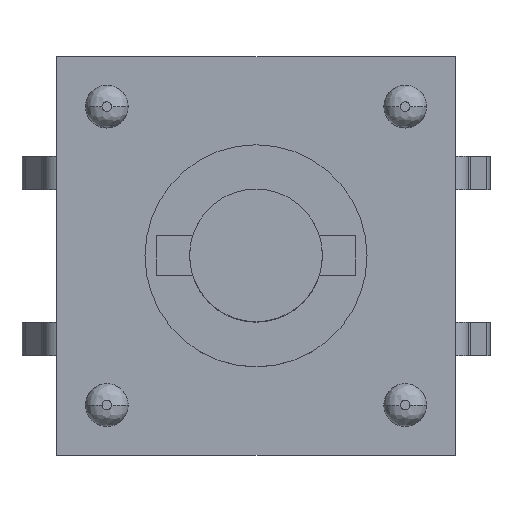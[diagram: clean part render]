
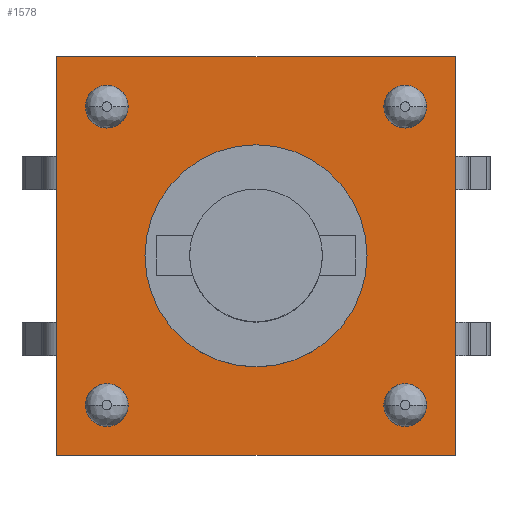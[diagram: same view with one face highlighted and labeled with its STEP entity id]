
A CAD part, top view. The second image highlights one B-rep face of the part: STEP entity #1578.
In plain terms, the highlighted planar face has unit normal (0, 0, 1).
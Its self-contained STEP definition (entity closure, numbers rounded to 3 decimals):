
#134=DIRECTION('',(0.,-1.,0.));
#135=VECTOR('',#134,12.);
#136=CARTESIAN_POINT('',(-6.,6.,-8.));
#137=LINE('',#136,#135);
#182=DIRECTION('',(1.,0.,0.));
#183=VECTOR('',#182,12.);
#184=CARTESIAN_POINT('',(-6.,6.,-8.));
#185=LINE('',#184,#183);
#186=CARTESIAN_POINT('',(0.,0.,-8.));
#187=DIRECTION('',(0.,0.,1.));
#188=DIRECTION('',(0.,1.,0.));
#189=AXIS2_PLACEMENT_3D('',#186,#187,#188);
#191=CARTESIAN_POINT('',(0.,0.,-8.));
#192=DIRECTION('',(0.,0.,1.));
#193=DIRECTION('',(0.,-1.,0.));
#194=AXIS2_PLACEMENT_3D('',#191,#192,#193);
#196=CARTESIAN_POINT('',(4.495,4.495,-8.));
#197=DIRECTION('',(0.,0.,1.));
#198=DIRECTION('',(1.,0.,0.));
#199=AXIS2_PLACEMENT_3D('',#196,#197,#198);
#201=CARTESIAN_POINT('',(4.495,4.495,-8.));
#202=DIRECTION('',(0.,0.,1.));
#203=DIRECTION('',(-1.,0.,0.));
#204=AXIS2_PLACEMENT_3D('',#201,#202,#203);
#206=CARTESIAN_POINT('',(-4.495,4.495,-8.));
#207=DIRECTION('',(0.,0.,1.));
#208=DIRECTION('',(1.,0.,0.));
#209=AXIS2_PLACEMENT_3D('',#206,#207,#208);
#211=CARTESIAN_POINT('',(-4.495,4.495,-8.));
#212=DIRECTION('',(0.,0.,1.));
#213=DIRECTION('',(-1.,0.,0.));
#214=AXIS2_PLACEMENT_3D('',#211,#212,#213);
#216=CARTESIAN_POINT('',(-4.495,-4.495,-8.));
#217=DIRECTION('',(0.,0.,1.));
#218=DIRECTION('',(1.,0.,0.));
#219=AXIS2_PLACEMENT_3D('',#216,#217,#218);
#221=CARTESIAN_POINT('',(-4.495,-4.495,-8.));
#222=DIRECTION('',(0.,0.,1.));
#223=DIRECTION('',(-1.,0.,0.));
#224=AXIS2_PLACEMENT_3D('',#221,#222,#223);
#226=CARTESIAN_POINT('',(4.495,-4.495,-8.));
#227=DIRECTION('',(0.,0.,1.));
#228=DIRECTION('',(1.,0.,0.));
#229=AXIS2_PLACEMENT_3D('',#226,#227,#228);
#231=CARTESIAN_POINT('',(4.495,-4.495,-8.));
#232=DIRECTION('',(0.,0.,1.));
#233=DIRECTION('',(-1.,0.,0.));
#234=AXIS2_PLACEMENT_3D('',#231,#232,#233);
#244=DIRECTION('',(1.,0.,0.));
#245=VECTOR('',#244,12.);
#246=CARTESIAN_POINT('',(-6.,-6.,-8.));
#247=LINE('',#246,#245);
#248=DIRECTION('',(0.,-1.,0.));
#249=VECTOR('',#248,12.);
#250=CARTESIAN_POINT('',(6.,6.,-8.));
#251=LINE('',#250,#249);
#1178=CARTESIAN_POINT('',(-6.,6.,-8.));
#1179=CARTESIAN_POINT('',(-6.,-6.,-8.));
#1180=VERTEX_POINT('',#1178);
#1181=VERTEX_POINT('',#1179);
#1186=CARTESIAN_POINT('',(6.,6.,-8.));
#1187=CARTESIAN_POINT('',(6.,-6.,-8.));
#1188=VERTEX_POINT('',#1186);
#1189=VERTEX_POINT('',#1187);
#1206=CARTESIAN_POINT('',(0.,3.345,-8.));
#1207=CARTESIAN_POINT('',(0.,-3.345,-8.));
#1208=VERTEX_POINT('',#1206);
#1209=VERTEX_POINT('',#1207);
#1246=CARTESIAN_POINT('',(5.14,4.495,-8.));
#1247=CARTESIAN_POINT('',(3.85,4.495,-8.));
#1248=VERTEX_POINT('',#1246);
#1249=VERTEX_POINT('',#1247);
#1254=CARTESIAN_POINT('',(-3.85,4.495,-8.));
#1255=CARTESIAN_POINT('',(-5.14,4.495,-8.));
#1256=VERTEX_POINT('',#1254);
#1257=VERTEX_POINT('',#1255);
#1262=CARTESIAN_POINT('',(-3.85,-4.495,-8.));
#1263=CARTESIAN_POINT('',(-5.14,-4.495,-8.));
#1264=VERTEX_POINT('',#1262);
#1265=VERTEX_POINT('',#1263);
#1270=CARTESIAN_POINT('',(5.14,-4.495,-8.));
#1271=CARTESIAN_POINT('',(3.85,-4.495,-8.));
#1272=VERTEX_POINT('',#1270);
#1273=VERTEX_POINT('',#1271);
#1534=CARTESIAN_POINT('',(-6.,6.,-8.));
#1535=DIRECTION('',(0.,0.,1.));
#1536=DIRECTION('',(0.,-1.,0.));
#1537=AXIS2_PLACEMENT_3D('',#1534,#1535,#1536);
#1538=PLANE('',#1537);
#1539=ORIENTED_EDGE('',*,*,#1503,.F.);
#1541=ORIENTED_EDGE('',*,*,#1540,.T.);
#1543=ORIENTED_EDGE('',*,*,#1542,.T.);
#1545=ORIENTED_EDGE('',*,*,#1544,.F.);
#1546=EDGE_LOOP('',(#1539,#1541,#1543,#1545));
#1547=FACE_OUTER_BOUND('',#1546,.F.);
#1549=ORIENTED_EDGE('',*,*,#1548,.T.);
#1551=ORIENTED_EDGE('',*,*,#1550,.T.);
#1552=EDGE_LOOP('',(#1549,#1551));
#1553=FACE_BOUND('',#1552,.F.);
#1555=ORIENTED_EDGE('',*,*,#1554,.T.);
#1557=ORIENTED_EDGE('',*,*,#1556,.T.);
#1558=EDGE_LOOP('',(#1555,#1557));
#1559=FACE_BOUND('',#1558,.F.);
#1561=ORIENTED_EDGE('',*,*,#1560,.T.);
#1563=ORIENTED_EDGE('',*,*,#1562,.T.);
#1564=EDGE_LOOP('',(#1561,#1563));
#1565=FACE_BOUND('',#1564,.F.);
#1567=ORIENTED_EDGE('',*,*,#1566,.T.);
#1569=ORIENTED_EDGE('',*,*,#1568,.T.);
#1570=EDGE_LOOP('',(#1567,#1569));
#1571=FACE_BOUND('',#1570,.F.);
#1573=ORIENTED_EDGE('',*,*,#1572,.T.);
#1575=ORIENTED_EDGE('',*,*,#1574,.T.);
#1576=EDGE_LOOP('',(#1573,#1575));
#1577=FACE_BOUND('',#1576,.F.);
#190=CIRCLE('',#189,3.345);
#195=CIRCLE('',#194,3.345);
#200=CIRCLE('',#199,0.645);
#205=CIRCLE('',#204,0.645);
#210=CIRCLE('',#209,0.645);
#215=CIRCLE('',#214,0.645);
#220=CIRCLE('',#219,0.645);
#225=CIRCLE('',#224,0.645);
#230=CIRCLE('',#229,0.645);
#235=CIRCLE('',#234,0.645);
#1503=EDGE_CURVE('',#1180,#1181,#137,.T.);
#1540=EDGE_CURVE('',#1180,#1188,#185,.T.);
#1542=EDGE_CURVE('',#1188,#1189,#251,.T.);
#1544=EDGE_CURVE('',#1181,#1189,#247,.T.);
#1548=EDGE_CURVE('',#1208,#1209,#190,.T.);
#1550=EDGE_CURVE('',#1209,#1208,#195,.T.);
#1554=EDGE_CURVE('',#1248,#1249,#200,.T.);
#1556=EDGE_CURVE('',#1249,#1248,#205,.T.);
#1560=EDGE_CURVE('',#1256,#1257,#210,.T.);
#1562=EDGE_CURVE('',#1257,#1256,#215,.T.);
#1566=EDGE_CURVE('',#1264,#1265,#220,.T.);
#1568=EDGE_CURVE('',#1265,#1264,#225,.T.);
#1572=EDGE_CURVE('',#1272,#1273,#230,.T.);
#1574=EDGE_CURVE('',#1273,#1272,#235,.T.);
#1578=ADVANCED_FACE('',(#1547,#1553,#1559,#1565,#1571,#1577),#1538,.T.);
